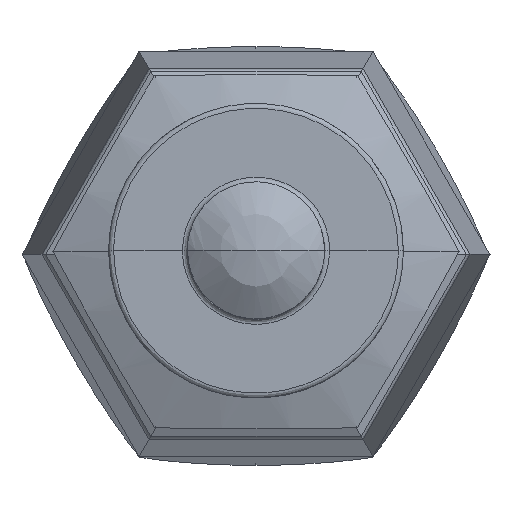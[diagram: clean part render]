
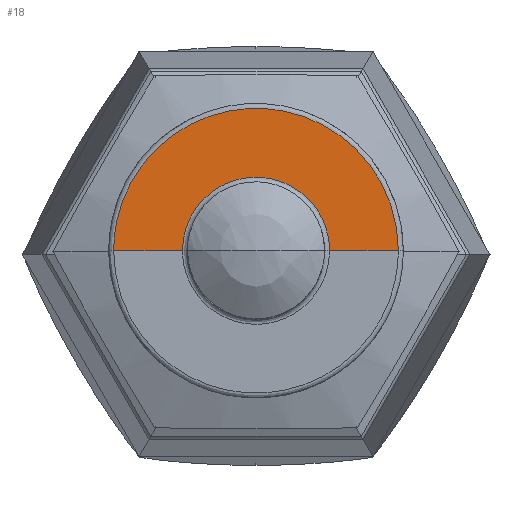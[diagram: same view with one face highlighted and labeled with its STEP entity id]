
A CAD part, top view. The second image highlights one B-rep face of the part: STEP entity #18.
In plain terms, the highlighted free-form (B-spline) face has degree [1, 2] with [2, 5] control points.
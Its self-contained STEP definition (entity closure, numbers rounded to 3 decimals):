
#18=ADVANCED_FACE('',(#286),#3370,.T.);
#286=FACE_OUTER_BOUND('',#554,.T.);
#554=EDGE_LOOP('',(#830,#831,#832,#833));
#830=ORIENTED_EDGE('',*,*,#2427,.T.);
#831=ORIENTED_EDGE('',*,*,#1905,.T.);
#832=ORIENTED_EDGE('',*,*,#1904,.T.);
#833=ORIENTED_EDGE('',*,*,#2425,.F.);
#1904=EDGE_CURVE('',#2983,#3248,#2817,.T.);
#1905=EDGE_CURVE('',#2984,#2983,#2440,.T.);
#2425=EDGE_CURVE('',#3247,#3248,#2810,.T.);
#2427=EDGE_CURVE('',#3247,#2984,#2969,.T.);
#2440=B_SPLINE_CURVE_WITH_KNOTS('',1,(#5517,#5518),.UNSPECIFIED.,.F.,.F.,
(2,2),(31.136,38.022),.UNSPECIFIED.);
#2810=B_SPLINE_CURVE_WITH_KNOTS('',1,(#7361,#7362),.UNSPECIFIED.,.F.,.F.,
(2,2),(31.136,38.022),.UNSPECIFIED.);
#2817=(
BOUNDED_CURVE()
B_SPLINE_CURVE(2,(#5512,#5513,#5514,#5515,#5516),.UNSPECIFIED.,.F.,.F.)
B_SPLINE_CURVE_WITH_KNOTS((3,2,3),(0.,22.367,44.733),
 .UNSPECIFIED.)
CURVE()
GEOMETRIC_REPRESENTATION_ITEM()
RATIONAL_B_SPLINE_CURVE((1.,0.707,1.,0.707,1.))
REPRESENTATION_ITEM('')
);
#2969=(
BOUNDED_CURVE()
B_SPLINE_CURVE(3,(#7368,#7369,#7370,#7371,#7372,#7373,#7374,#7375,#7376,
#7377,#7378,#7379,#7380,#7381,#7382,#7383,#7384,#7385,#7386,#7387,#7388,
#7389,#7390,#7391,#7392),.UNSPECIFIED.,.F.,.F.)
B_SPLINE_CURVE_WITH_KNOTS((4,3,3,3,3,3,3,3,4),(23.099,25.871,
28.874,31.877,34.649,37.42,40.423,
43.427,46.198),.UNSPECIFIED.)
CURVE()
GEOMETRIC_REPRESENTATION_ITEM()
RATIONAL_B_SPLINE_CURVE((1.,1.,1.,1.,1.,1.,1.,1.,1.,1.,1.,1.,1.,1.,1.,
1.,1.,1.,1.,1.,1.,1.,1.,1.,1.))
REPRESENTATION_ITEM('')
);
#2983=VERTEX_POINT('',#5193);
#2984=VERTEX_POINT('',#5194);
#3247=VERTEX_POINT('',#5457);
#3248=VERTEX_POINT('',#5458);
#3370=(
BOUNDED_SURFACE()
B_SPLINE_SURFACE(1,2,((#3825,#3826,#3827,#3828,#3829),(#3830,#3831,#3832,
#3833,#3834)),.UNSPECIFIED.,.F.,.F.,.F.)
B_SPLINE_SURFACE_WITH_KNOTS((2,2),(3,2,3),(30.636,38.548),
(0.,34.552,69.103),.UNSPECIFIED.)
GEOMETRIC_REPRESENTATION_ITEM()
RATIONAL_B_SPLINE_SURFACE(((1.,0.707,1.,0.707,1.),
(1.,0.707,1.,0.707,1.)))
REPRESENTATION_ITEM('')
SURFACE()
);
#3825=CARTESIAN_POINT('',(2.198,0.,100.376));
#3826=CARTESIAN_POINT('',(2.198,2.198,100.376));
#3827=CARTESIAN_POINT('',(0.,2.198,100.376));
#3828=CARTESIAN_POINT('',(-2.198,2.198,100.376));
#3829=CARTESIAN_POINT('',(-2.198,0.,100.376));
#3830=CARTESIAN_POINT('',(4.736,0.,100.376));
#3831=CARTESIAN_POINT('',(4.736,4.736,100.376));
#3832=CARTESIAN_POINT('',(0.,4.736,100.376));
#3833=CARTESIAN_POINT('',(-4.736,4.736,100.376));
#3834=CARTESIAN_POINT('',(-4.736,0.,100.376));
#5193=CARTESIAN_POINT('',(4.567,0.,100.376));
#5194=CARTESIAN_POINT('',(2.358,0.,100.376));
#5457=CARTESIAN_POINT('',(-2.358,0.,100.376));
#5458=CARTESIAN_POINT('',(-4.567,0.,100.376));
#5512=CARTESIAN_POINT('',(4.567,0.,100.376));
#5513=CARTESIAN_POINT('',(4.567,4.567,100.376));
#5514=CARTESIAN_POINT('',(0.,4.567,100.376));
#5515=CARTESIAN_POINT('',(-4.567,4.567,100.376));
#5516=CARTESIAN_POINT('',(-4.567,0.,100.376));
#5517=CARTESIAN_POINT('',(2.358,0.,100.376));
#5518=CARTESIAN_POINT('',(4.567,0.,100.376));
#7361=CARTESIAN_POINT('',(-2.358,0.,100.376));
#7362=CARTESIAN_POINT('',(-4.567,0.,100.376));
#7368=CARTESIAN_POINT('',(-2.358,0.,100.376));
#7369=CARTESIAN_POINT('',(-2.358,0.296,100.376));
#7370=CARTESIAN_POINT('',(-2.302,0.593,100.376));
#7371=CARTESIAN_POINT('',(-2.193,0.868,100.376));
#7372=CARTESIAN_POINT('',(-2.075,1.167,100.376));
#7373=CARTESIAN_POINT('',(-1.895,1.441,100.376));
#7374=CARTESIAN_POINT('',(-1.668,1.668,100.376));
#7375=CARTESIAN_POINT('',(-1.441,1.895,100.376));
#7376=CARTESIAN_POINT('',(-1.167,2.075,100.376));
#7377=CARTESIAN_POINT('',(-0.868,2.193,100.376));
#7378=CARTESIAN_POINT('',(-0.593,2.302,100.376));
#7379=CARTESIAN_POINT('',(-0.296,2.358,100.376));
#7380=CARTESIAN_POINT('',(0.,2.358,100.376));
#7381=CARTESIAN_POINT('',(0.296,2.358,100.376));
#7382=CARTESIAN_POINT('',(0.593,2.302,100.376));
#7383=CARTESIAN_POINT('',(0.868,2.193,100.376));
#7384=CARTESIAN_POINT('',(1.167,2.075,100.376));
#7385=CARTESIAN_POINT('',(1.441,1.895,100.376));
#7386=CARTESIAN_POINT('',(1.668,1.668,100.376));
#7387=CARTESIAN_POINT('',(1.895,1.441,100.376));
#7388=CARTESIAN_POINT('',(2.075,1.167,100.376));
#7389=CARTESIAN_POINT('',(2.193,0.868,100.376));
#7390=CARTESIAN_POINT('',(2.302,0.593,100.376));
#7391=CARTESIAN_POINT('',(2.358,0.296,100.376));
#7392=CARTESIAN_POINT('',(2.358,0.,100.376));
